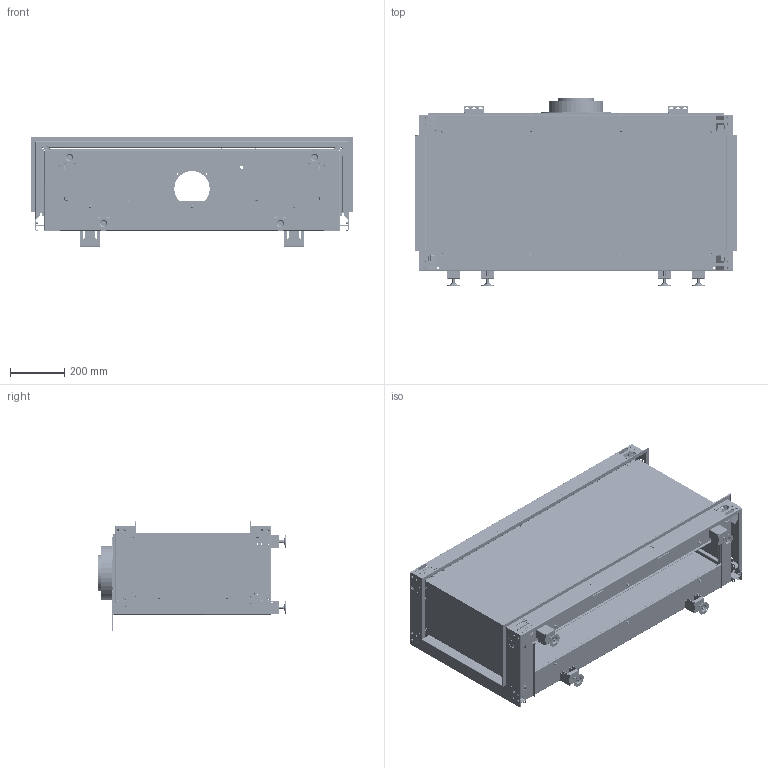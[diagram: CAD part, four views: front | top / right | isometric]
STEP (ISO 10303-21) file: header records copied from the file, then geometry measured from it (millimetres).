
FILE_DESCRIPTION (( 'STEP AP214' ), '1' );
FILE_NAME ('Fire_Assembly_BM-1100-Bay-3S.STEP', '2026-01-15T11:13:23', ( '' ), ( '' ), 'SwSTEP 2.0', 'SolidWorks 2025', '' );
FILE_SCHEMA (( 'AUTOMOTIVE_DESIGN' ));
Length unit declared in the file: millimetre
Products named in the file (49): Front_Sub-Assy_Peis_01; Flue_Outer_Ring_Ø200_Flue Outer Ring Ø200 x 40 Bofill; Window_Trim_Peis_01_Front Vision Line Superior 110 Bay; Fire_Assembly_BM-1100-Bay-3S; M6_Hexsert_M6 Hexsert; Fire_Assy_Peis_01_Vision Line Superior 110 Bay inc Flue Sample - Simplified for STEP; Flue_Inner_Ø130_Non-DuraVent_Adapter_Flue Inner Ø130 x 140 lg Bofill; Glass_Panel_Peisselskabet_Side Panel Peisselskabet VL Superior 110; Flue_Connection_Kit_Bofill_130-200 85 Offset (Peis Bay) - Adaptor Supressed for STEP; Frame_Front_Folding_Peis_01_Front Vision Line Superior Bay; Firebox_Strengtheining_Rib_Peis_01; Window_Trim_Peis_01_Side RH Vision Line Superior 110 Bay; Firebox_Weldment_Peis_01_1100 Bay inc Flue Sample; Frame_Support_Bracket_Corner_P_VLS 1100; Flue_Adapter_Non-DuraVent_Ø130_Bofill; Firebox_Inner_Folding_Peis_01_1100 Bay inc Flue Sample; Delayed_Ignition_Sub-Assy_Top_Peis_01; Frame_Support_Assy_Rear_Peis_01; Firebox_Inner_Sub-Assy_Peis_01_1100 Bay inc Flue Sample; M8_Adjustable_Metal_Feet_Ø50 M8 x 50 Bolt Down; Flue_Adapter_Assy_Non-DuraVent_Ø200_Flue Outer Ring Ø200 x 40 Bofill; Foot_Folding_Peis_01_50 Long; Firebox_Rear_Folding_Peis_01_1100 Bay inc Flue Sample; M5_Hexsert_M5 Hexsert; Frame_Support_Bracket_Assy_Corner_P_VLS 1100; Frame_Support_Bracket_1100_5S_VLS 1100; Window_Trim_Peis_01_Side LH Vision Line Superior 110 Bay; Flue_Gasket_Outer_DuraVent_8_Inch; Firebox_Strengtheining_Rib_Peis_01_Centre; Frame_Support_Bracket_Rear_Peis_01; Flue_Adapter_Assy_Non-DuraVent_Ø130_Flue Inner Ø130 x 140 lg Bofill; Foot_Sub-Assy_Peis_01_50 Long; Frame_Side_Folding_RH_Peis_01_Bay_Peis 01 Bay Front; M8_Nutsert; Frame_Support_Bracket_Assy_1100_5S_VLS 1100; Front_Folding_Peis_01; Flue_Adapter_Non-DuraVent_Ø200; Frame_Side_Folding_LH_Peis_01_Bay_Peis 01 Bay Front; M5_PEM_Fixing_M5x10 PEM Fixing; Flue_Gasket_Inner_DuraVent_5Inch ...
Assembly tree (173 placements, depth 5):
  Fire_Assembly_BM-1100-Bay-3S
    Fire_Assy_Peis_01_Vision Line Superior 110 Bay inc Flue Sample - Simplified for STEP
      Firebox_Weldment_Peis_01_1100 Bay inc Flue Sample
        Front_Sub-Assy_Peis_01
          Front_Folding_Peis_01
          M6_Hexsert_M6 Hexsert  x3
          M5_Hexsert_M5 Hexsert  x26
        Firebox_Inner_Sub-Assy_Peis_01_1100 Bay inc Flue Sample
          Firebox_Inner_Folding_Peis_01_1100 Bay inc Flue Sample
          Firebox_Strengtheining_Rib_Peis_01_Centre
          Firebox_Strengtheining_Rib_Peis_01  x4
          M5_Hexsert_M5 Hexsert  x38
          M5_PEM_Fixing_M5x10 PEM Fixing  x10
        Firebox_Rear_Sub-Assy_Peis_01_1100 Bay inc Flue Sample
          Firebox_Rear_Folding_Peis_01_1100 Bay inc Flue Sample
          M6_Hexsert_M6 Hexsert  x7
          M5_Hexsert_M5 Hexsert  x8
        Firebox_Duct_Infill_Peis_01  x2
        Foot_Sub-Assy_Peis_01_50 Long  x4
          Foot_Folding_Peis_01_50 Long
          M8_Nutsert
      M8_Adjustable_Metal_Feet_Ø50 M8 x 50 Bolt Down  x4
      Flue_Gasket_Outer_DuraVent_8_Inch
      Flue_Gasket_Inner_DuraVent_5Inch
      Flue_Connection_Kit_Bofill_130-200 85 Offset (Peis Bay) - Adaptor Supressed for STEP
        Flue_Adapter_Assy_Non-DuraVent_Ø200_Flue Outer Ring Ø200 x 40 Bofill
          Flue_Adapter_Non-DuraVent_Ø200
          Flue_Outer_Ring_Ø200_Flue Outer Ring Ø200 x 40 Bofill
        Flue_Adapter_Assy_Non-DuraVent_Ø130_Flue Inner Ø130 x 140 lg Bofill
          Flue_Adapter_Non-DuraVent_Ø130_Bofill
          Flue_Inner_Ø130_Non-DuraVent_Adapter_Flue Inner Ø130 x 140 lg Bofill
      Glass_Panel_Peisselskabet_Front Panel Peisselskabet VL Superior 110
      Glass_Panel_Peisselskabet_Side Panel Peisselskabet VL Superior 110  x2
      Delayed_Ignition_Sub-Assy_Top_Peis_01  x2
        Delayed_Ignition_Flap_Top_Peis_01
        Delayed_Ignition_Gasket_Top_Peis_01
      Frame_Support_Bracket_Assy_Corner_P_VLS 1100  x2
        Frame_Support_Bracket_Corner_P_VLS 1100
        M5_Hexsert_M5 Hexsert
        M4_Hexsert_M4 Hexsert
      Frame_Support_Bracket_Assy_1100_5S_VLS 1100  x2
        Frame_Support_Bracket_1100_5S_VLS 1100
        M5_Hexsert_M5 Hexsert
      Frame_Support_Assy_Rear_Peis_01  x4
        Frame_Support_Bracket_Rear_Peis_01
        M5_Hexsert_M5 Hexsert
      Fixing_Bracket_Peis_02  x2
    Frame_Side_Folding_RH_Peis_01_Bay_Peis 01 Bay Front  x2
    Frame_Front_Folding_Peis_01_Front Vision Line Superior Bay  x2
    Frame_Side_Folding_LH_Peis_01_Bay_Peis 01 Bay Front  x2
    Frame_Rear_Folding_Peis_01  x2
    Window_Trim_Peis_01_Front Vision Line Superior 110 Bay
    Window_Trim_Peis_01_Side RH Vision Line Superior 110 Bay
    Window_Trim_Peis_01_Side LH Vision Line Superior 110 Bay
    Window_Trim_Peis_01_Vertical Vision Line Superior 110 Bay  x2
Bounding box: 1185 x 688 x 404.5 mm (x, y, z)
Volume: 10218574.3 mm3; surface area: 8474532.9 mm2
Topology: 186 solids, 186 shells, 12687 faces, 32263 edges, 20374 vertices
Faces by surface type: plane 8714, cylinder 3017, cone 802, bspline 86, torus 68
Entity records: 99353 total; most frequent: CARTESIAN_POINT 18861, ORIENTED_EDGE 16338, DIRECTION 15955, EDGE_CURVE 8169, VECTOR 6353, LINE 6353, VERTEX_POINT 5132, AXIS2_PLACEMENT_3D 4801
